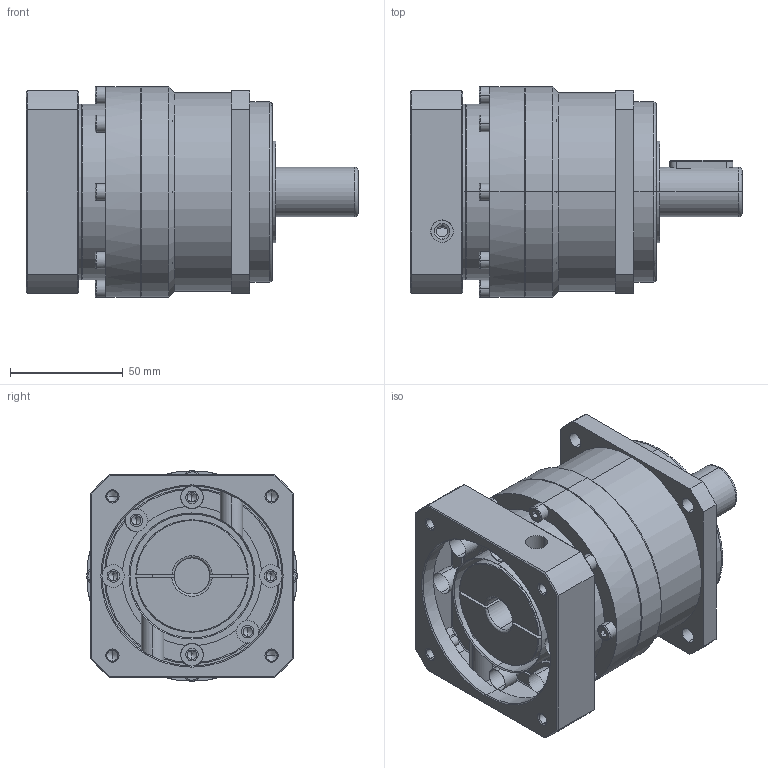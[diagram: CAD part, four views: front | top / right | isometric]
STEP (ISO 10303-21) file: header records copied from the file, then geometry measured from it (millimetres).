
FILE_DESCRIPTION (( 'STEP AP214' ), '1' );
FILE_NAME ('PB090-L1-16-80-100M6.STEP', '2022-02-12T07:56:51', ( 'admin' ), ( '' ), 'SwSTEP 2.0', 'SolidWorks 2013', '' );
FILE_SCHEMA (( 'AUTOMOTIVE_DESIGN' ));
Length unit declared in the file: millimetre
Products named in the file (4): PB090-80-100M6; PB090_X2_58F34F537AEF_X0_-19; PB090_X2_8F9351FA7AEF_X0_; PB090-L1-16-80-100M6
Assembly tree (3 placements, depth 2):
  PB090-L1-16-80-100M6
    PB090_X2_8F9351FA7AEF_X0_
    PB090_X2_58F34F537AEF_X0_-19
    PB090-80-100M6
Bounding box: 147.5 x 93.5 x 93.5 mm (x, y, z)
Volume: 661970.7 mm3; surface area: 100469.3 mm2
Topology: 4 solids, 4 shells, 413 faces, 1013 edges, 605 vertices
Faces by surface type: cylinder 165, plane 125, cone 100, bspline 23
Entity records: 17349 total; most frequent: CARTESIAN_POINT 3122, DIRECTION 2080, ORIENTED_EDGE 1890, EDGE_CURVE 945, AXIS2_PLACEMENT_3D 806, VERTEX_POINT 598, EDGE_LOOP 505, VECTOR 468
